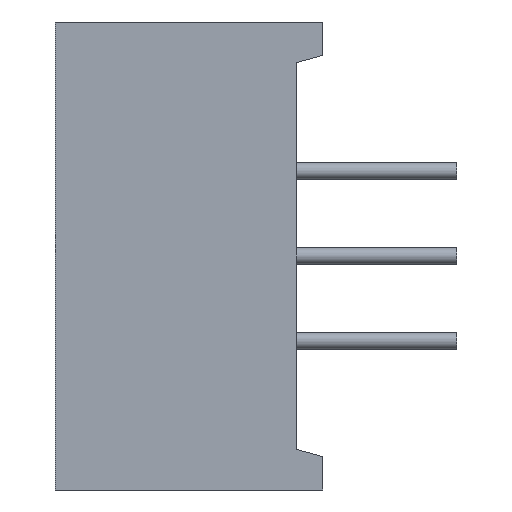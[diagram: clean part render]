
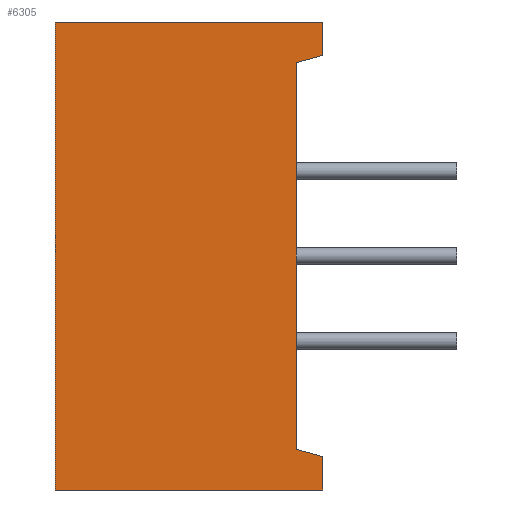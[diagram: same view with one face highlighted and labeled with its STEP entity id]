
A CAD part, left-side view. The second image highlights one B-rep face of the part: STEP entity #6305.
In plain terms, the highlighted planar face has unit normal (-1, 0, 0).
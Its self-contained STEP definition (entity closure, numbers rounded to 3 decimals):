
#999 = DIRECTION ( 'NONE',  ( 0., 0., -1. ) ) ;
#1000 = VECTOR ( 'NONE', #999, 1000. ) ;
#1001 = CARTESIAN_POINT ( 'NONE',  ( -3.75, -4., -12.683 ) ) ;
#1002 = LINE ( 'NONE', #1001, #1000 ) ;
#3192 = CARTESIAN_POINT ( 'NONE',  ( -3.75, -4., 7. ) ) ;
#3435 = LINE ( 'NONE', #3475, #3474 ) ;
#3473 = DIRECTION ( 'NONE',  ( 0., 0., -1. ) ) ;
#3474 = VECTOR ( 'NONE', #3473, 1000. ) ;
#3475 = CARTESIAN_POINT ( 'NONE',  ( -3.75, -4., -12.683 ) ) ;
#5003 = CARTESIAN_POINT ( 'NONE',  ( -3.75, -4., -7. ) ) ;
#5233 = EDGE_CURVE ( 'NONE', #5260, #6071, #9659, .T. ) ;
#5241 = VERTEX_POINT ( 'NONE', #9718 ) ;
#5247 = EDGE_CURVE ( 'NONE', #5241, #5249, #9713, .T. ) ;
#5249 = VERTEX_POINT ( 'NONE', #9708 ) ;
#5260 = VERTEX_POINT ( 'NONE', #9762 ) ;
#5633 = VERTEX_POINT ( 'NONE', #10982 ) ;
#5745 = VERTEX_POINT ( 'NONE', #11427 ) ;
#5750 = EDGE_CURVE ( 'NONE', #5633, #5745, #11487, .T. ) ;
#6071 = VERTEX_POINT ( 'NONE', #12359 ) ;
#6095 = EDGE_CURVE ( 'NONE', #5745, #5260, #12456, .T. ) ;
#6300 = ORIENTED_EDGE ( 'NONE', *, *, #5750, .F. ) ;
#6302 = ORIENTED_EDGE ( 'NONE', *, *, #6095, .F. ) ;
#6305 = ADVANCED_FACE ( 'NONE', ( #12900 ), #12940, .F. ) ;
#6306 = EDGE_LOOP ( 'NONE', ( #6302, #6300, #6316, #6308, #6312, #6313, #6314, #6377 ) ) ;
#6308 = ORIENTED_EDGE ( 'NONE', *, *, #6325, .F. ) ;
#6312 = ORIENTED_EDGE ( 'NONE', *, *, #5247, .T. ) ;
#6313 = ORIENTED_EDGE ( 'NONE', *, *, #6344, .T. ) ;
#6314 = ORIENTED_EDGE ( 'NONE', *, *, #13057, .F. ) ;
#6316 = ORIENTED_EDGE ( 'NONE', *, *, #8040, .F. ) ;
#6325 = EDGE_CURVE ( 'NONE', #5241, #8709, #12987, .T. ) ;
#6344 = EDGE_CURVE ( 'NONE', #5249, #17554, #13080, .T. ) ;
#6377 = ORIENTED_EDGE ( 'NONE', *, *, #5233, .F. ) ;
#8040 = EDGE_CURVE ( 'NONE', #8709, #5633, #1002, .T. ) ;
#8709 = VERTEX_POINT ( 'NONE', #3192 ) ;
#9656 = DIRECTION ( 'NONE',  ( 0., -0.966, -0.259 ) ) ;
#9657 = VECTOR ( 'NONE', #9656, 1000. ) ;
#9658 = CARTESIAN_POINT ( 'NONE',  ( -3.75, -1.939, -5.448 ) ) ;
#9659 = LINE ( 'NONE', #9658, #9657 ) ;
#9708 = CARTESIAN_POINT ( 'NONE',  ( -3.75, 4., -7. ) ) ;
#9710 = DIRECTION ( 'NONE',  ( 0., 0., -1. ) ) ;
#9711 = VECTOR ( 'NONE', #9710, 1000. ) ;
#9712 = CARTESIAN_POINT ( 'NONE',  ( -3.75, 4., -12.683 ) ) ;
#9713 = LINE ( 'NONE', #9712, #9711 ) ;
#9718 = CARTESIAN_POINT ( 'NONE',  ( -3.75, 4., 7. ) ) ;
#9762 = CARTESIAN_POINT ( 'NONE',  ( -3.75, -3.2, -5.786 ) ) ;
#10982 = CARTESIAN_POINT ( 'NONE',  ( -3.75, -4., 6. ) ) ;
#11427 = CARTESIAN_POINT ( 'NONE',  ( -3.75, -3.2, 5.786 ) ) ;
#11484 = DIRECTION ( 'NONE',  ( 0., 0.966, -0.259 ) ) ;
#11485 = VECTOR ( 'NONE', #11484, 1000. ) ;
#11486 = CARTESIAN_POINT ( 'NONE',  ( -3.75, 4.403, 3.748 ) ) ;
#11487 = LINE ( 'NONE', #11486, #11485 ) ;
#12359 = CARTESIAN_POINT ( 'NONE',  ( -3.75, -4., -6. ) ) ;
#12453 = DIRECTION ( 'NONE',  ( 0., 0., -1. ) ) ;
#12454 = VECTOR ( 'NONE', #12453, 1000. ) ;
#12455 = CARTESIAN_POINT ( 'NONE',  ( -3.75, -3.2, -12.683 ) ) ;
#12456 = LINE ( 'NONE', #12455, #12454 ) ;
#12900 = FACE_OUTER_BOUND ( 'NONE', #6306, .T. ) ;
#12934 = DIRECTION ( 'NONE',  ( 0., 0., -1. ) ) ;
#12935 = DIRECTION ( 'NONE',  ( 1., 0., 0. ) ) ;
#12936 = CARTESIAN_POINT ( 'NONE',  ( -3.75, 0., -12.683 ) ) ;
#12937 = AXIS2_PLACEMENT_3D ( 'NONE', #12936, #12935, #12934 ) ;
#12940 = PLANE ( 'NONE',  #12937 ) ;
#12984 = DIRECTION ( 'NONE',  ( 0., -1., 0. ) ) ;
#12985 = VECTOR ( 'NONE', #12984, 1000. ) ;
#12986 = CARTESIAN_POINT ( 'NONE',  ( -3.75, 0., 7. ) ) ;
#12987 = LINE ( 'NONE', #12986, #12985 ) ;
#13057 = EDGE_CURVE ( 'NONE', #6071, #17554, #3435, .T. ) ;
#13073 = DIRECTION ( 'NONE',  ( 0., -1., 0. ) ) ;
#13074 = VECTOR ( 'NONE', #13073, 1000. ) ;
#13075 = CARTESIAN_POINT ( 'NONE',  ( -3.75, 0., -7. ) ) ;
#13080 = LINE ( 'NONE', #13075, #13074 ) ;
#17554 = VERTEX_POINT ( 'NONE', #5003 ) ;
